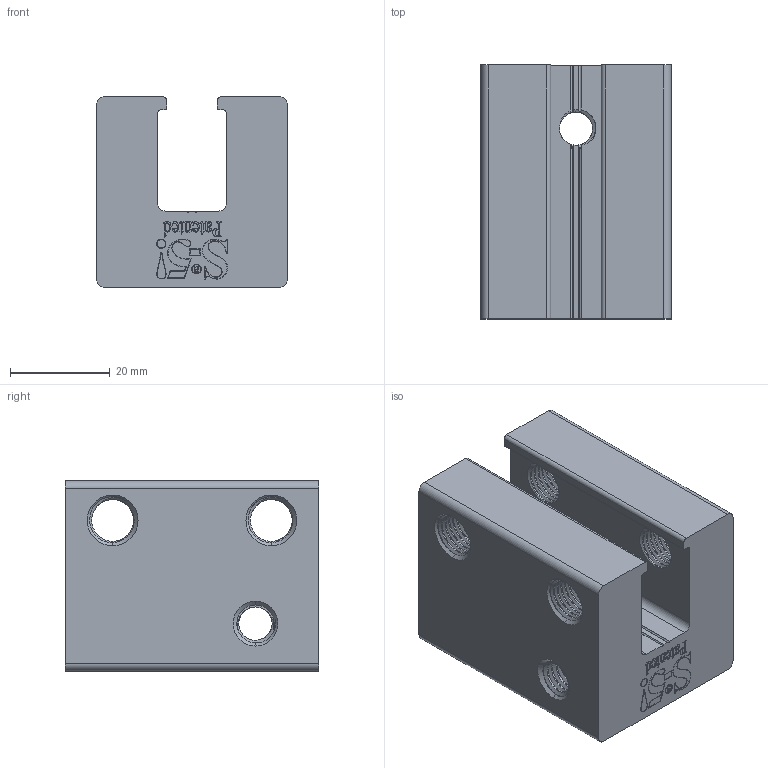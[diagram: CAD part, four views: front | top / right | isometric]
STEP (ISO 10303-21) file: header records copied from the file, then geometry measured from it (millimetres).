
FILE_DESCRIPTION (( 'STEP AP203' ), '1' );
FILE_NAME ('S-5-U.STEP', '2016-12-08T16:29:39', ( '' ), ( '' ), 'SwSTEP 2.0', 'SolidWorks 2017', '' );
FILE_SCHEMA (( 'CONFIG_CONTROL_DESIGN' ));
Length unit declared in the file: inch
Products named in the file (1): S-5-U
Bounding box: 38.1 x 50.8 x 38.1 mm (x, y, z)
Volume: 52920.9 mm3; surface area: 15877.9 mm2
Topology: 1 solids, 1 shells, 757 faces, 2165 edges, 1441 vertices
Faces by surface type: cylinder 382, plane 201, bspline 156, cone 18
Entity records: 39981 total; most frequent: CARTESIAN_POINT 23276, ORIENTED_EDGE 4330, DIRECTION 2410, EDGE_CURVE 2165, VERTEX_POINT 1441, LINE 1022, VECTOR 1022, EDGE_LOOP 800
